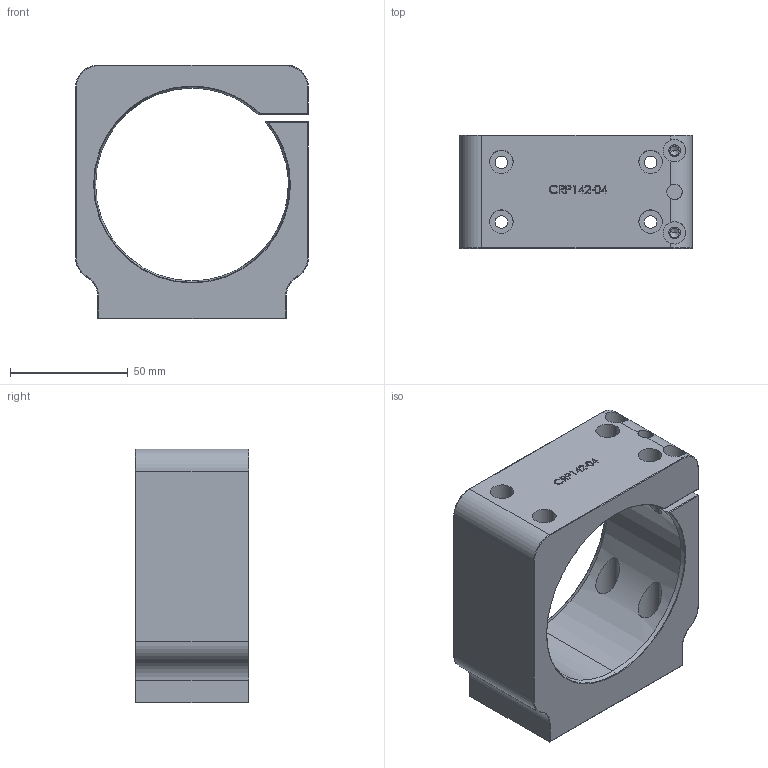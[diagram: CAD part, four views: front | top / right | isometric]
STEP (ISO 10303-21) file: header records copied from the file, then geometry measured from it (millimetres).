
FILE_DESCRIPTION (( 'STEP AP214' ), '1' );
FILE_NAME ('CRP142-04.STEP', '2018-02-27T18:07:59', ( '' ), ( '' ), 'SwSTEP 2.0', 'SolidWorks 2017', '' );
FILE_SCHEMA (( 'AUTOMOTIVE_DESIGN' ));
Length unit declared in the file: inch
Products named in the file (1): CRP142-04
Bounding box: 99.06 x 48.26 x 107.95 mm (x, y, z)
Volume: 221510.5 mm3; surface area: 49379.4 mm2
Topology: 1 solids, 1 shells, 226 faces, 587 edges, 376 vertices
Faces by surface type: plane 94, cylinder 69, bspline 35, torus 18, cone 10
Entity records: 9939 total; most frequent: CARTESIAN_POINT 4491, ORIENTED_EDGE 1166, DIRECTION 985, EDGE_CURVE 583, VERTEX_POINT 376, LINE 333, VECTOR 333, AXIS2_PLACEMENT_3D 326
